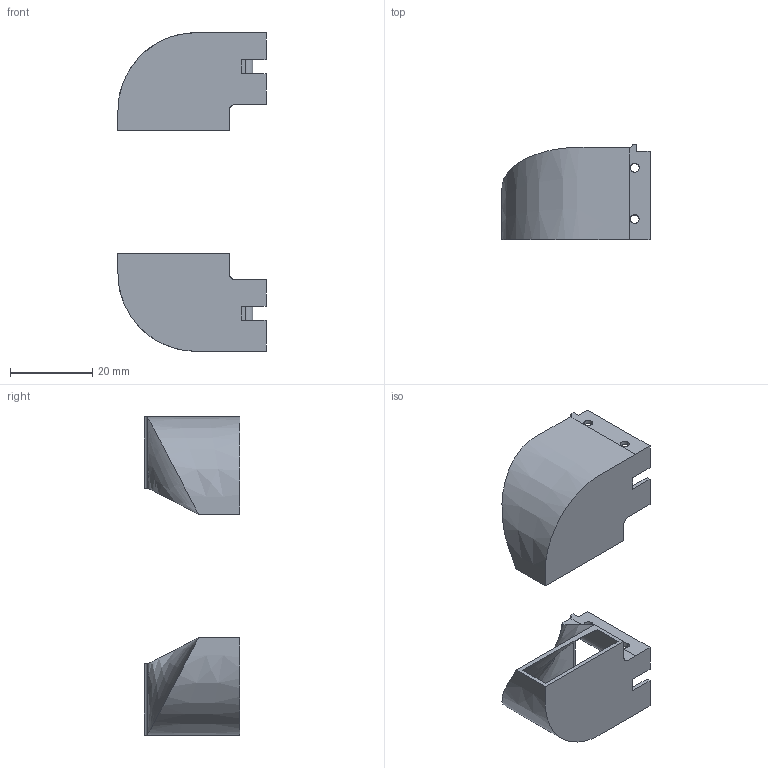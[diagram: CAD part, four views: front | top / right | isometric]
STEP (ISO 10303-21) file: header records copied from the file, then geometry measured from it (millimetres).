
FILE_DESCRIPTION (( 'STEP AP214' ), '1' );
FILE_NAME ('Fan Duct.STEP', '2024-04-23T22:39:39', ( '' ), ( '' ), 'SwSTEP 2.0', 'SolidWorks 2024', '' );
FILE_SCHEMA (( 'AUTOMOTIVE_DESIGN' ));
Length unit declared in the file: millimetre
Products named in the file (1): Fan Duct
Bounding box: 36 x 23.2 x 77.4 mm (x, y, z)
Volume: 5215.6 mm3; surface area: 10800.8 mm2
Topology: 2 solids, 2 shells, 72 faces, 218 edges, 148 vertices
Faces by surface type: plane 34, cylinder 20, bspline 18
Entity records: 8121 total; most frequent: CARTESIAN_POINT 6226, ORIENTED_EDGE 436, DIRECTION 303, EDGE_CURVE 218, VERTEX_POINT 148, LINE 113, VECTOR 113, AXIS2_PLACEMENT_3D 95
